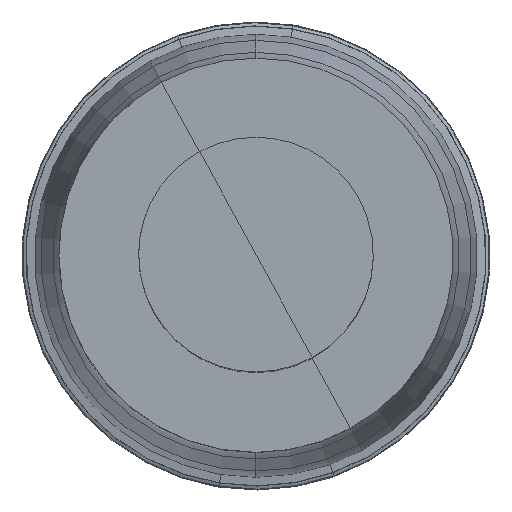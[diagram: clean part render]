
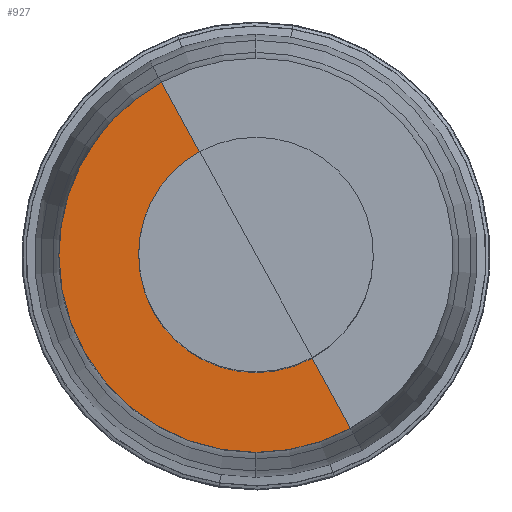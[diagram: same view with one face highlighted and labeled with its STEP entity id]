
A CAD part, top view. The second image highlights one B-rep face of the part: STEP entity #927.
In plain terms, the highlighted planar face has unit normal (0, 0, 1).
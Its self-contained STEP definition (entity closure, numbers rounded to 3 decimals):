
#259=CARTESIAN_POINT('',(0.,0.,35.));
#260=DIRECTION('',(0.,0.,-1.));
#261=DIRECTION('',(0.479,-0.878,0.));
#262=AXIS2_PLACEMENT_3D('',#259,#260,#261);
#267=DIRECTION('',(-0.479,0.878,0.));
#268=VECTOR('',#267,4.25);
#269=CARTESIAN_POINT('',(5.034,-9.215,35.));
#270=LINE('',#269,#268);
#274=CARTESIAN_POINT('',(0.,0.,35.));
#275=DIRECTION('',(0.,0.,1.));
#276=DIRECTION('',(0.,-1.,0.));
#277=AXIS2_PLACEMENT_3D('',#274,#275,#276);
#282=CARTESIAN_POINT('',(0.,0.,35.));
#283=DIRECTION('',(0.,0.,1.));
#284=DIRECTION('',(-1.,0.,0.));
#285=AXIS2_PLACEMENT_3D('',#282,#283,#284);
#290=CARTESIAN_POINT('',(0.,0.,35.));
#291=DIRECTION('',(0.,0.,1.));
#292=DIRECTION('',(-0.479,0.878,0.));
#293=AXIS2_PLACEMENT_3D('',#290,#291,#292);
#298=CARTESIAN_POINT('',(0.,0.,35.));
#299=DIRECTION('',(0.,0.,-1.));
#300=DIRECTION('',(-0.878,-0.479,0.));
#301=AXIS2_PLACEMENT_3D('',#298,#299,#300);
#306=CARTESIAN_POINT('',(0.,0.,35.));
#307=DIRECTION('',(0.,0.,-1.));
#308=DIRECTION('',(0.,-1.,0.));
#309=AXIS2_PLACEMENT_3D('',#306,#307,#308);
#406=DIRECTION('',(0.479,-0.878,0.));
#407=VECTOR('',#406,4.25);
#408=CARTESIAN_POINT('',(-5.034,9.215,35.));
#409=LINE('',#408,#407);
#825=CARTESIAN_POINT('',(2.996,-5.485,35.));
#826=CARTESIAN_POINT('',(0.,-6.25,35.));
#827=VERTEX_POINT('',#825);
#828=VERTEX_POINT('',#826);
#829=CARTESIAN_POINT('',(-5.485,-2.996,35.));
#830=VERTEX_POINT('',#829);
#831=CARTESIAN_POINT('',(-2.996,5.485,35.));
#832=VERTEX_POINT('',#831);
#833=CARTESIAN_POINT('',(-5.034,9.215,35.));
#834=VERTEX_POINT('',#833);
#835=CARTESIAN_POINT('',(-10.5,0.,35.));
#836=VERTEX_POINT('',#835);
#837=CARTESIAN_POINT('',(0.,-10.5,35.));
#838=VERTEX_POINT('',#837);
#839=CARTESIAN_POINT('',(5.034,-9.215,35.));
#840=VERTEX_POINT('',#839);
#904=CARTESIAN_POINT('',(-7.521,0.,35.));
#905=DIRECTION('',(0.,0.,1.));
#906=DIRECTION('',(0.,1.,0.));
#907=AXIS2_PLACEMENT_3D('',#904,#905,#906);
#908=PLANE('',#907);
#910=ORIENTED_EDGE('',*,*,#909,.F.);
#912=ORIENTED_EDGE('',*,*,#911,.F.);
#914=ORIENTED_EDGE('',*,*,#913,.F.);
#916=ORIENTED_EDGE('',*,*,#915,.F.);
#918=ORIENTED_EDGE('',*,*,#917,.F.);
#920=ORIENTED_EDGE('',*,*,#919,.T.);
#922=ORIENTED_EDGE('',*,*,#921,.F.);
#924=ORIENTED_EDGE('',*,*,#923,.F.);
#925=EDGE_LOOP('',(#910,#912,#914,#916,#918,#920,#922,#924));
#926=FACE_OUTER_BOUND('',#925,.F.);
#927=ADVANCED_FACE('',(#926),#908,.T.);
#263=CIRCLE('',#262,6.25);
#278=CIRCLE('',#277,10.5);
#286=CIRCLE('',#285,10.5);
#294=CIRCLE('',#293,10.5);
#302=CIRCLE('',#301,6.25);
#310=CIRCLE('',#309,6.25);
#909=EDGE_CURVE('',#827,#828,#263,.T.);
#911=EDGE_CURVE('',#840,#827,#270,.T.);
#913=EDGE_CURVE('',#838,#840,#278,.T.);
#915=EDGE_CURVE('',#836,#838,#286,.T.);
#917=EDGE_CURVE('',#834,#836,#294,.T.);
#919=EDGE_CURVE('',#834,#832,#409,.T.);
#921=EDGE_CURVE('',#830,#832,#302,.T.);
#923=EDGE_CURVE('',#828,#830,#310,.T.);
